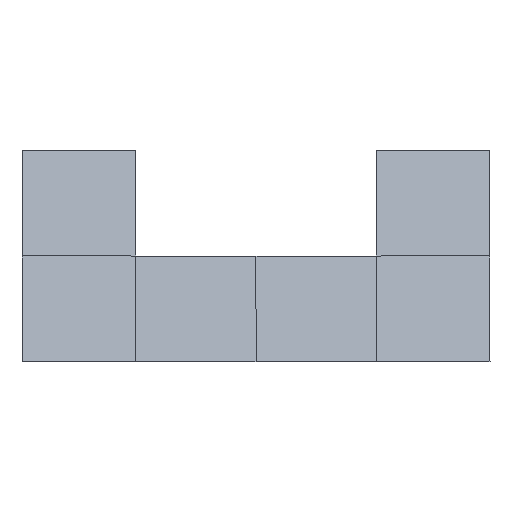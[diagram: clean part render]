
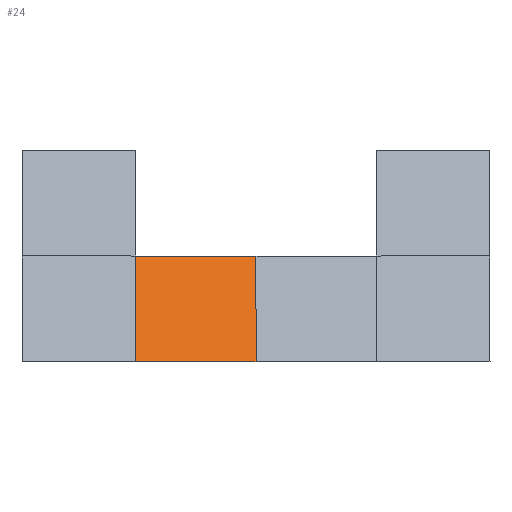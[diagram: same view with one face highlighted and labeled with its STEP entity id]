
A CAD part, left-side view. The second image highlights one B-rep face of the part: STEP entity #24.
In plain terms, the highlighted free-form (B-spline) face has degree [1, 1] with [2, 2] control points.
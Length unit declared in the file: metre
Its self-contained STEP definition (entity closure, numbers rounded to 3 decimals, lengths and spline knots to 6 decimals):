
#24=ADVANCED_FACE('',(#36),#384,.T.);
#36=FACE_OUTER_BOUND('',#48,.T.);
#48=EDGE_LOOP('',(#90,#91,#92,#93));
#90=ORIENTED_EDGE('',*,*,#261,.T.);
#91=ORIENTED_EDGE('',*,*,#262,.T.);
#92=ORIENTED_EDGE('',*,*,#263,.T.);
#93=ORIENTED_EDGE('',*,*,#244,.F.);
#115=PCURVE('',#378,#163);
#138=PCURVE('',#384,#186);
#139=PCURVE('',#384,#187);
#140=PCURVE('',#384,#188);
#141=PCURVE('',#384,#189);
#144=PCURVE('',#385,#192);
#163=DEFINITIONAL_REPRESENTATION('',(#298),#721);
#186=DEFINITIONAL_REPRESENTATION('',(#338),#721);
#187=DEFINITIONAL_REPRESENTATION('',(#340),#721);
#188=DEFINITIONAL_REPRESENTATION('',(#342),#721);
#189=DEFINITIONAL_REPRESENTATION('',(#343),#721);
#192=DEFINITIONAL_REPRESENTATION('',(#347),#721);
#208=SURFACE_CURVE('',#297,(#115,#141),.PCURVE_S1.);
#225=SURFACE_CURVE('',#337,(#138),.PCURVE_S1.);
#226=SURFACE_CURVE('',#339,(#139,#144),.PCURVE_S1.);
#227=SURFACE_CURVE('',#341,(#140),.PCURVE_S1.);
#244=EDGE_CURVE('',#361,#362,#208,.T.);
#261=EDGE_CURVE('',#361,#372,#225,.T.);
#262=EDGE_CURVE('',#372,#373,#226,.T.);
#263=EDGE_CURVE('',#373,#362,#227,.T.);
#297=B_SPLINE_CURVE_WITH_KNOTS('',1,(#614,#615),.UNSPECIFIED.,.F.,.F.,(2,
2),(0.,1.),.UNSPECIFIED.);
#298=B_SPLINE_CURVE_WITH_KNOTS('',1,(#616,#617),.UNSPECIFIED.,.F.,.F.,(2,
2),(0.,1.),.UNSPECIFIED.);
#337=B_SPLINE_CURVE_WITH_KNOTS('',1,(#694,#695),.UNSPECIFIED.,.F.,.F.,(2,
2),(0.,1.),.UNSPECIFIED.);
#338=B_SPLINE_CURVE_WITH_KNOTS('',1,(#696,#697),.UNSPECIFIED.,.F.,.F.,(2,
2),(0.,1.),.UNSPECIFIED.);
#339=B_SPLINE_CURVE_WITH_KNOTS('',1,(#698,#699),.UNSPECIFIED.,.F.,.F.,(2,
2),(0.,1.),.UNSPECIFIED.);
#340=B_SPLINE_CURVE_WITH_KNOTS('',1,(#700,#701),.UNSPECIFIED.,.F.,.F.,(2,
2),(0.,1.),.UNSPECIFIED.);
#341=B_SPLINE_CURVE_WITH_KNOTS('',1,(#702,#703),.UNSPECIFIED.,.F.,.F.,(2,
2),(-1.,0.),.UNSPECIFIED.);
#342=B_SPLINE_CURVE_WITH_KNOTS('',1,(#704,#705),.UNSPECIFIED.,.F.,.F.,(2,
2),(-1.,0.),.UNSPECIFIED.);
#343=B_SPLINE_CURVE_WITH_KNOTS('',1,(#706,#707),.UNSPECIFIED.,.F.,.F.,(2,
2),(0.,1.),.UNSPECIFIED.);
#347=B_SPLINE_CURVE_WITH_KNOTS('',1,(#714,#715),.UNSPECIFIED.,.F.,.F.,(2,
2),(0.,1.),.UNSPECIFIED.);
#361=VERTEX_POINT('',#539);
#362=VERTEX_POINT('',#540);
#372=VERTEX_POINT('',#550);
#373=VERTEX_POINT('',#551);
#378=B_SPLINE_SURFACE_WITH_KNOTS('',1,1,((#496,#497),(#498,#499)),
 .UNSPECIFIED.,.F.,.F.,.F.,(2,2),(2,2),(0.,0.214685),(0.,0.282867),
 .UNSPECIFIED.);
#384=B_SPLINE_SURFACE_WITH_KNOTS('',1,1,((#520,#521),(#522,#523)),
 .UNSPECIFIED.,.F.,.F.,.F.,(2,2),(2,2),(0.,0.2272),(0.,0.282867),
 .UNSPECIFIED.);
#385=B_SPLINE_SURFACE_WITH_KNOTS('',1,1,((#524,#525),(#526,#527)),
 .UNSPECIFIED.,.F.,.F.,.F.,(2,2),(2,2),(0.,0.282867),(0.,0.2272),
 .UNSPECIFIED.);
#496=CARTESIAN_POINT('',(-0.199994,0.441829,0.09785));
#497=CARTESIAN_POINT('',(-0.399993,0.441884,-0.102186));
#498=CARTESIAN_POINT('',(-0.200006,0.227199,0.097832));
#499=CARTESIAN_POINT('',(-0.400002,0.227199,-0.102206));
#520=CARTESIAN_POINT('',(-0.200006,0.227199,0.097832));
#521=CARTESIAN_POINT('',(-0.400002,0.227199,-0.102206));
#522=CARTESIAN_POINT('',(-0.200006,0.000001,0.097832));
#523=CARTESIAN_POINT('',(-0.400002,-0.000001,-0.102206));
#524=CARTESIAN_POINT('',(-0.200006,-0.227199,0.097832));
#525=CARTESIAN_POINT('',(-0.200006,0.000001,0.097832));
#526=CARTESIAN_POINT('',(-0.400002,-0.227199,-0.102206));
#527=CARTESIAN_POINT('',(-0.400002,-0.000001,-0.102206));
#539=CARTESIAN_POINT('',(-0.200006,0.227199,0.097832));
#540=CARTESIAN_POINT('',(-0.400002,0.227199,-0.102206));
#550=CARTESIAN_POINT('',(-0.200006,0.000001,0.097832));
#551=CARTESIAN_POINT('',(-0.400002,-0.000001,-0.102206));
#614=CARTESIAN_POINT('',(-0.200006,0.227199,0.097832));
#615=CARTESIAN_POINT('',(-0.400002,0.227199,-0.102206));
#616=CARTESIAN_POINT('',(0.215,0.));
#617=CARTESIAN_POINT('',(0.215,0.283));
#694=CARTESIAN_POINT('',(-0.200006,0.227199,0.097832));
#695=CARTESIAN_POINT('',(-0.200006,0.000001,0.097832));
#696=CARTESIAN_POINT('',(0.,0.));
#697=CARTESIAN_POINT('',(0.227,0.));
#698=CARTESIAN_POINT('',(-0.200006,0.000001,0.097832));
#699=CARTESIAN_POINT('',(-0.400002,-0.000001,-0.102206));
#700=CARTESIAN_POINT('',(0.227,0.));
#701=CARTESIAN_POINT('',(0.227,0.283));
#702=CARTESIAN_POINT('',(-0.400002,-0.000001,-0.102206));
#703=CARTESIAN_POINT('',(-0.400002,0.227199,-0.102206));
#704=CARTESIAN_POINT('',(0.227,0.283));
#705=CARTESIAN_POINT('',(0.,0.283));
#706=CARTESIAN_POINT('',(0.,0.));
#707=CARTESIAN_POINT('',(0.,0.283));
#714=CARTESIAN_POINT('',(0.,0.227));
#715=CARTESIAN_POINT('',(0.283,0.227));
#721=(
GEOMETRIC_REPRESENTATION_CONTEXT(2)
PARAMETRIC_REPRESENTATION_CONTEXT()
REPRESENTATION_CONTEXT('pspace','')
);
